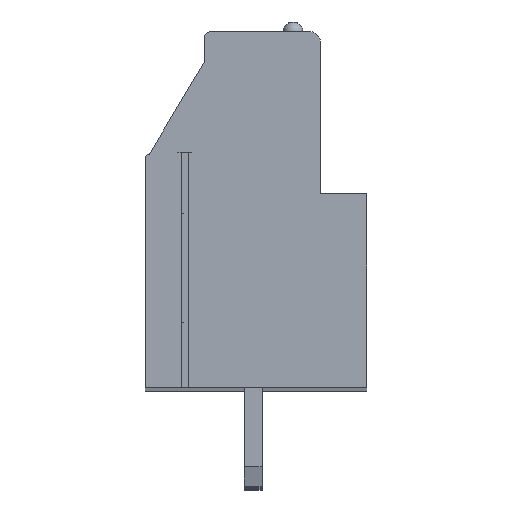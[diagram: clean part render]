
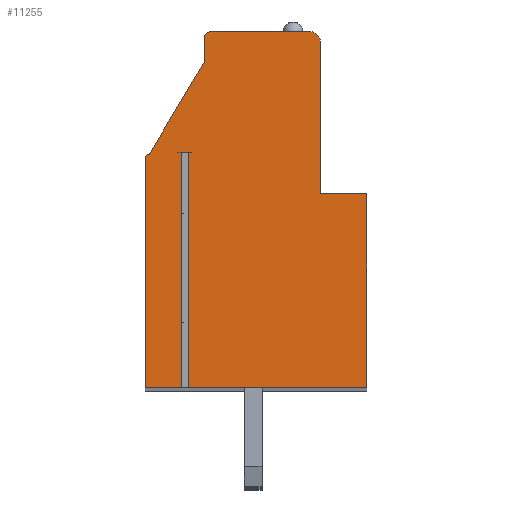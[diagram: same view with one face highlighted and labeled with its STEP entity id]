
A CAD part, top view. The second image highlights one B-rep face of the part: STEP entity #11255.
In plain terms, the highlighted planar face has unit normal (0, 0, 1).
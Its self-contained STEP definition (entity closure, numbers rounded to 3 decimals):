
#30=DIRECTION('',(-1.,0.,0.));
#31=VECTOR('',#30,0.38);
#32=CARTESIAN_POINT('',(-3.27,4.204,109.22));
#33=LINE('',#32,#31);
#34=DIRECTION('',(0.,1.,0.));
#35=VECTOR('',#34,11.9);
#36=CARTESIAN_POINT('',(-3.65,-7.696,109.22));
#37=LINE('',#36,#35);
#38=DIRECTION('',(1.,0.,0.));
#39=VECTOR('',#38,1.81);
#40=CARTESIAN_POINT('',(-5.46,-7.696,109.22));
#41=LINE('',#40,#39);
#42=DIRECTION('',(0.,-1.,0.));
#43=VECTOR('',#42,11.6);
#44=CARTESIAN_POINT('',(-5.46,3.904,109.22));
#45=LINE('',#44,#43);
#46=CARTESIAN_POINT('',(-5.26,3.904,109.22));
#47=DIRECTION('',(0.,0.,1.));
#48=DIRECTION('',(0.,1.,0.));
#49=AXIS2_PLACEMENT_3D('',#46,#47,#48);
#51=DIRECTION('',(-0.512,-0.859,0.));
#52=VECTOR('',#51,5.471);
#53=CARTESIAN_POINT('',(-2.46,8.804,109.22));
#54=LINE('',#53,#52);
#55=DIRECTION('',(0.,-1.,0.));
#56=VECTOR('',#55,1.2);
#57=CARTESIAN_POINT('',(-2.46,10.004,109.22));
#58=LINE('',#57,#56);
#59=CARTESIAN_POINT('',(-2.16,10.004,109.22));
#60=DIRECTION('',(0.,0.,1.));
#61=DIRECTION('',(0.,1.,0.));
#62=AXIS2_PLACEMENT_3D('',#59,#60,#61);
#64=DIRECTION('',(-1.,0.,0.));
#65=VECTOR('',#64,5.05);
#66=CARTESIAN_POINT('',(2.89,10.304,109.22));
#67=LINE('',#66,#65);
#68=CARTESIAN_POINT('',(2.89,9.804,109.22));
#69=DIRECTION('',(0.,0.,1.));
#70=DIRECTION('',(1.,0.,0.));
#71=AXIS2_PLACEMENT_3D('',#68,#69,#70);
#73=DIRECTION('',(0.,1.,0.));
#74=VECTOR('',#73,7.7);
#75=CARTESIAN_POINT('',(3.39,2.104,109.22));
#76=LINE('',#75,#74);
#77=DIRECTION('',(-1.,0.,0.));
#78=VECTOR('',#77,2.35);
#79=CARTESIAN_POINT('',(5.74,2.104,109.22));
#80=LINE('',#79,#78);
#81=DIRECTION('',(0.,1.,0.));
#82=VECTOR('',#81,9.8);
#83=CARTESIAN_POINT('',(5.74,-7.696,109.22));
#84=LINE('',#83,#82);
#85=DIRECTION('',(1.,0.,0.));
#86=VECTOR('',#85,9.01);
#87=CARTESIAN_POINT('',(-3.27,-7.696,109.22));
#88=LINE('',#87,#86);
#89=DIRECTION('',(0.,1.,0.));
#90=VECTOR('',#89,11.9);
#91=CARTESIAN_POINT('',(-3.27,-7.696,109.22));
#92=LINE('',#91,#90);
#8656=CARTESIAN_POINT('',(5.74,-7.696,109.22));
#8657=CARTESIAN_POINT('',(5.74,2.104,109.22));
#8658=VERTEX_POINT('',#8656);
#8659=VERTEX_POINT('',#8657);
#8660=CARTESIAN_POINT('',(3.39,2.104,109.22));
#8661=VERTEX_POINT('',#8660);
#8662=CARTESIAN_POINT('',(3.39,9.804,109.22));
#8663=VERTEX_POINT('',#8662);
#8664=CARTESIAN_POINT('',(2.89,10.304,109.22));
#8665=VERTEX_POINT('',#8664);
#8666=CARTESIAN_POINT('',(-2.16,10.304,109.22));
#8667=VERTEX_POINT('',#8666);
#8668=CARTESIAN_POINT('',(-2.46,10.004,109.22));
#8669=VERTEX_POINT('',#8668);
#8670=CARTESIAN_POINT('',(-2.46,8.804,109.22));
#8671=VERTEX_POINT('',#8670);
#8672=CARTESIAN_POINT('',(-5.26,4.104,109.22));
#8673=VERTEX_POINT('',#8672);
#8674=CARTESIAN_POINT('',(-5.46,3.904,109.22));
#8675=VERTEX_POINT('',#8674);
#8676=CARTESIAN_POINT('',(-5.46,-7.696,109.22));
#8677=VERTEX_POINT('',#8676);
#8758=CARTESIAN_POINT('',(-3.27,4.204,109.22));
#8759=CARTESIAN_POINT('',(-3.65,4.204,109.22));
#8760=VERTEX_POINT('',#8758);
#8761=VERTEX_POINT('',#8759);
#8762=CARTESIAN_POINT('',(-3.27,-7.696,109.22));
#8763=VERTEX_POINT('',#8762);
#8764=CARTESIAN_POINT('',(-3.65,-7.696,109.22));
#8765=VERTEX_POINT('',#8764);
#11218=CARTESIAN_POINT('',(0.,0.,109.22));
#11219=DIRECTION('',(0.,0.,1.));
#11220=DIRECTION('',(1.,0.,0.));
#11221=AXIS2_PLACEMENT_3D('',#11218,#11219,#11220);
#11222=PLANE('',#11221);
#11224=ORIENTED_EDGE('',*,*,#11223,.T.);
#11226=ORIENTED_EDGE('',*,*,#11225,.F.);
#11228=ORIENTED_EDGE('',*,*,#11227,.F.);
#11230=ORIENTED_EDGE('',*,*,#11229,.F.);
#11232=ORIENTED_EDGE('',*,*,#11231,.F.);
#11234=ORIENTED_EDGE('',*,*,#11233,.F.);
#11236=ORIENTED_EDGE('',*,*,#11235,.F.);
#11238=ORIENTED_EDGE('',*,*,#11237,.F.);
#11240=ORIENTED_EDGE('',*,*,#11239,.F.);
#11242=ORIENTED_EDGE('',*,*,#11241,.F.);
#11244=ORIENTED_EDGE('',*,*,#11243,.F.);
#11246=ORIENTED_EDGE('',*,*,#11245,.F.);
#11248=ORIENTED_EDGE('',*,*,#11247,.F.);
#11250=ORIENTED_EDGE('',*,*,#11249,.F.);
#11252=ORIENTED_EDGE('',*,*,#11251,.T.);
#11253=EDGE_LOOP('',(#11224,#11226,#11228,#11230,#11232,#11234,#11236,#11238,
#11240,#11242,#11244,#11246,#11248,#11250,#11252));
#11254=FACE_OUTER_BOUND('',#11253,.F.);
#50=CIRCLE('',#49,0.2);
#63=CIRCLE('',#62,0.3);
#72=CIRCLE('',#71,0.5);
#11223=EDGE_CURVE('',#8760,#8761,#33,.T.);
#11225=EDGE_CURVE('',#8765,#8761,#37,.T.);
#11227=EDGE_CURVE('',#8677,#8765,#41,.T.);
#11229=EDGE_CURVE('',#8675,#8677,#45,.T.);
#11231=EDGE_CURVE('',#8673,#8675,#50,.T.);
#11233=EDGE_CURVE('',#8671,#8673,#54,.T.);
#11235=EDGE_CURVE('',#8669,#8671,#58,.T.);
#11237=EDGE_CURVE('',#8667,#8669,#63,.T.);
#11239=EDGE_CURVE('',#8665,#8667,#67,.T.);
#11241=EDGE_CURVE('',#8663,#8665,#72,.T.);
#11243=EDGE_CURVE('',#8661,#8663,#76,.T.);
#11245=EDGE_CURVE('',#8659,#8661,#80,.T.);
#11247=EDGE_CURVE('',#8658,#8659,#84,.T.);
#11249=EDGE_CURVE('',#8763,#8658,#88,.T.);
#11251=EDGE_CURVE('',#8763,#8760,#92,.T.);
#11255=ADVANCED_FACE('',(#11254),#11222,.T.);
